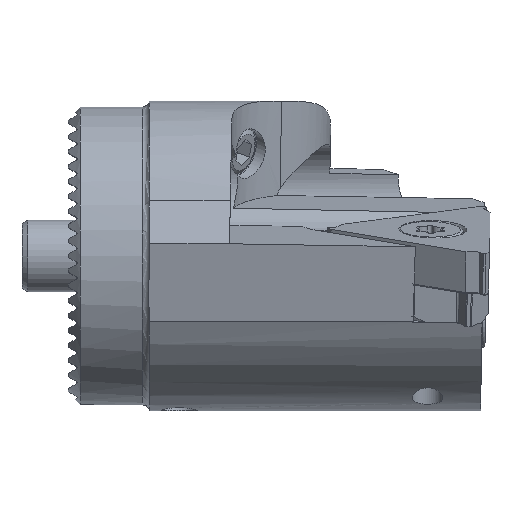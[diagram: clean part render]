
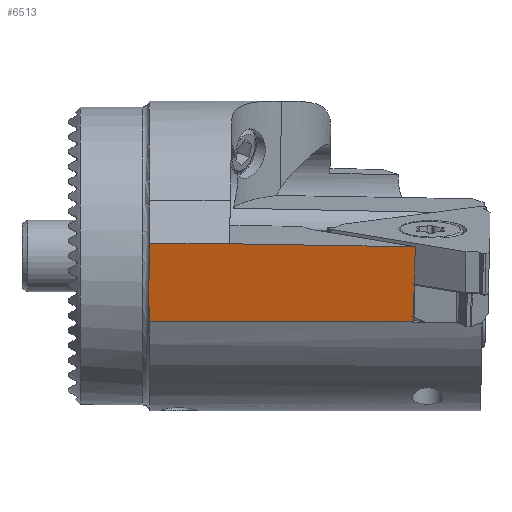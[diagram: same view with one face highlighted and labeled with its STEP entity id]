
A CAD part, top view. The second image highlights one B-rep face of the part: STEP entity #6513.
In plain terms, the highlighted planar face has unit normal (0, -0.259, 0.966).
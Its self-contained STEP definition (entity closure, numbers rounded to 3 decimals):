
#102 = ORIENTED_EDGE ( 'NONE', *, *, #4294, .F. ) ;
#115 = DIRECTION ( 'NONE',  ( 0., 0.966, 0.259 ) ) ;
#171 = DIRECTION ( 'NONE',  ( 0.017, 0.966, 0.259 ) ) ;
#243 = CARTESIAN_POINT ( 'NONE',  ( 6.5, 1.013, 13.523 ) ) ;
#396 = ORIENTED_EDGE ( 'NONE', *, *, #10362, .F. ) ;
#582 = CARTESIAN_POINT ( 'NONE',  ( -0.679, -5.507, 11.776 ) ) ;
#820 = LINE ( 'NONE', #1161, #6016 ) ;
#996 = CARTESIAN_POINT ( 'NONE',  ( 13.211, 1.002, 13.52 ) ) ;
#1078 = DIRECTION ( 'NONE',  ( 0.017, 0.966, 0.259 ) ) ;
#1161 = CARTESIAN_POINT ( 'NONE',  ( 44.563, 1.013, 13.523 ) ) ;
#1386 = CARTESIAN_POINT ( 'NONE',  ( 6.444, -2.249, 12.649 ) ) ;
#1641 = VERTEX_POINT ( 'NONE', #9347 ) ;
#1748 = ORIENTED_EDGE ( 'NONE', *, *, #3317, .T. ) ;
#1938 = VECTOR ( 'NONE', #1078, 1000. ) ;
#1949 = CARTESIAN_POINT ( 'NONE',  ( 6.5, 11.615, 16.364 ) ) ;
#2154 = B_SPLINE_CURVE_WITH_KNOTS ( 'NONE', 3,
 ( #6209, #5201, #10989, #11893, #8980, #3426, #1386, #11030, #9937, #3297 ),
 .UNSPECIFIED., .F., .F.,
 ( 4, 2, 2, 2, 4 ),
 ( 0.003, 0.004, 0.005, 0.007, 0.008 ),
 .UNSPECIFIED. ) ;
#2212 = VERTEX_POINT ( 'NONE', #3931 ) ;
#2688 = FACE_OUTER_BOUND ( 'NONE', #10416, .T. ) ;
#2926 = VECTOR ( 'NONE', #171, 1000. ) ;
#2989 = ORIENTED_EDGE ( 'NONE', *, *, #11443, .T. ) ;
#3263 = LINE ( 'NONE', #996, #1938 ) ;
#3297 = CARTESIAN_POINT ( 'NONE',  ( 6.5, -0.62, 13.085 ) ) ;
#3317 = EDGE_CURVE ( 'NONE', #2212, #1641, #3263, .T. ) ;
#3378 = VECTOR ( 'NONE', #115, 1000. ) ;
#3396 = LINE ( 'NONE', #5880, #2926 ) ;
#3426 = CARTESIAN_POINT ( 'NONE',  ( 6.426, -2.656, 12.54 ) ) ;
#3931 = CARTESIAN_POINT ( 'NONE',  ( 13.211, 1.002, 13.52 ) ) ;
#4294 = EDGE_CURVE ( 'NONE', #10983, #5011, #2154, .T. ) ;
#4728 = LINE ( 'NONE', #5633, #12059 ) ;
#4769 = ORIENTED_EDGE ( 'NONE', *, *, #8112, .T. ) ;
#4969 = VERTEX_POINT ( 'NONE', #243 ) ;
#5011 = VERTEX_POINT ( 'NONE', #6845 ) ;
#5072 = CARTESIAN_POINT ( 'NONE',  ( 28.789, 0.748, 13.452 ) ) ;
#5201 = CARTESIAN_POINT ( 'NONE',  ( 6.479, -5.1, 11.885 ) ) ;
#5374 = DIRECTION ( 'NONE',  ( 0., 0.259, -0.966 ) ) ;
#5633 = CARTESIAN_POINT ( 'NONE',  ( 20.26, 0.887, 13.489 ) ) ;
#5880 = CARTESIAN_POINT ( 'NONE',  ( 28.679, -5.577, 11.757 ) ) ;
#6016 = VECTOR ( 'NONE', #11550, 1000. ) ;
#6074 = ORIENTED_EDGE ( 'NONE', *, *, #8304, .F. ) ;
#6137 = VERTEX_POINT ( 'NONE', #5072 ) ;
#6209 = CARTESIAN_POINT ( 'NONE',  ( 6.492, -5.507, 11.776 ) ) ;
#6382 = DIRECTION ( 'NONE',  ( 0., 0.966, 0.259 ) ) ;
#6513 = ADVANCED_FACE ( 'NONE', ( #2688 ), #9319, .F. ) ;
#6845 = CARTESIAN_POINT ( 'NONE',  ( 6.5, -0.62, 13.085 ) ) ;
#7152 = EDGE_CURVE ( 'NONE', #12241, #10983, #9834, .T. ) ;
#7429 = CARTESIAN_POINT ( 'NONE',  ( 44.563, -24.161, 6.778 ) ) ;
#7778 = CARTESIAN_POINT ( 'NONE',  ( 6.492, -5.507, 11.776 ) ) ;
#8112 = EDGE_CURVE ( 'NONE', #12241, #6137, #3396, .T. ) ;
#8304 = EDGE_CURVE ( 'NONE', #2212, #6137, #4728, .T. ) ;
#8315 = VECTOR ( 'NONE', #9174, 1000. ) ;
#8980 = CARTESIAN_POINT ( 'NONE',  ( 6.416, -3.471, 12.321 ) ) ;
#9174 = DIRECTION ( 'NONE',  ( -1., 0., 0. ) ) ;
#9319 = PLANE ( 'NONE',  #9400 ) ;
#9347 = CARTESIAN_POINT ( 'NONE',  ( 13.211, 1.013, 13.523 ) ) ;
#9400 = AXIS2_PLACEMENT_3D ( 'NONE', #7429, #5374, #6382 ) ;
#9716 = ORIENTED_EDGE ( 'NONE', *, *, #7152, .F. ) ;
#9834 = LINE ( 'NONE', #582, #8315 ) ;
#9937 = CARTESIAN_POINT ( 'NONE',  ( 6.5, -1.028, 12.976 ) ) ;
#10251 = LINE ( 'NONE', #1949, #3378 ) ;
#10362 = EDGE_CURVE ( 'NONE', #5011, #4969, #10251, .T. ) ;
#10416 = EDGE_LOOP ( 'NONE', ( #1748, #2989, #396, #102, #9716, #4769, #6074 ) ) ;
#10514 = DIRECTION ( 'NONE',  ( 1., -0.016, -0.004 ) ) ;
#10839 = CARTESIAN_POINT ( 'NONE',  ( 28.68, -5.507, 11.776 ) ) ;
#10983 = VERTEX_POINT ( 'NONE', #7778 ) ;
#10989 = CARTESIAN_POINT ( 'NONE',  ( 6.456, -4.693, 11.994 ) ) ;
#11030 = CARTESIAN_POINT ( 'NONE',  ( 6.481, -1.435, 12.867 ) ) ;
#11443 = EDGE_CURVE ( 'NONE', #1641, #4969, #820, .T. ) ;
#11550 = DIRECTION ( 'NONE',  ( -1., 0., 0. ) ) ;
#11893 = CARTESIAN_POINT ( 'NONE',  ( 6.425, -3.879, 12.212 ) ) ;
#12059 = VECTOR ( 'NONE', #10514, 1000. ) ;
#12241 = VERTEX_POINT ( 'NONE', #10839 ) ;
